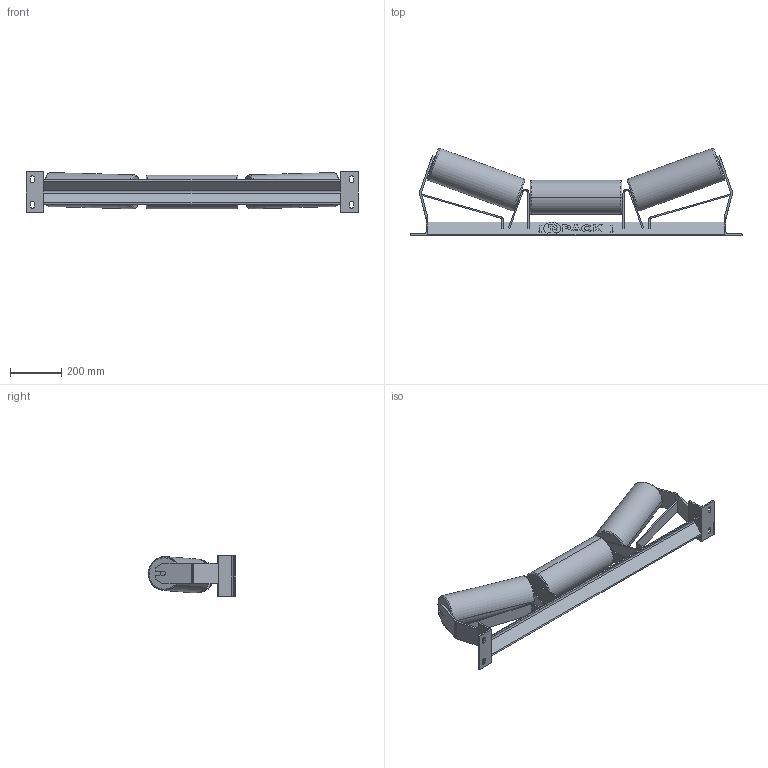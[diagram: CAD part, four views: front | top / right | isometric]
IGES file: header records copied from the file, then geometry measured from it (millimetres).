
Start section: SolidWorks IGES file using analytic representation for surfaces
Global section: file name: SUPPORT SRC 53300 E150 B1000 20° axe Ø20 Rouleau Ø133 avec pincement.igs; native system: SolidWorks 2019; preprocessor: SolidWorks 2019; author: guillaume; date: 200228.110827; units: millimetre
Bounding box: 1300 x 342.11 x 160 mm (x, y, z)
Volume: 1994004 mm3; surface area: 1731081.2 mm2
Topology: 9 solids, 15 shells, 353 faces, 870 edges, 560 vertices
Faces by surface type: plane 241, revolution 95, bspline 17
